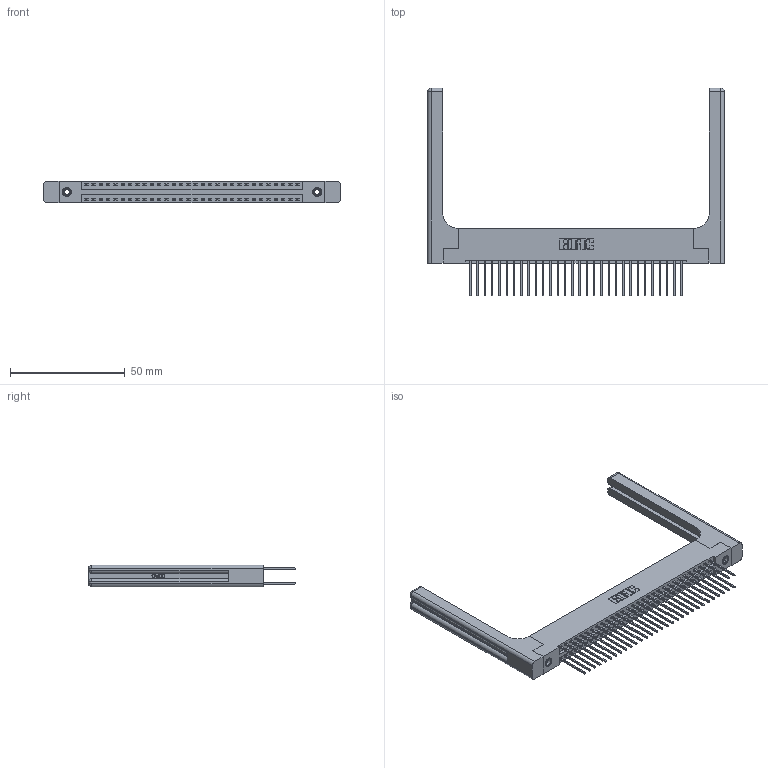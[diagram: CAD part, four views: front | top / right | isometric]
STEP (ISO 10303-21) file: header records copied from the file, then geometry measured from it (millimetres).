
FILE_DESCRIPTION (( 'STEP AP203' ), '1' );
FILE_NAME ('346-060-540-258.STEP', '2022-05-21T11:20:53', ( '' ), ( '' ), 'SwSTEP 2.0', 'SolidWorks 2020', '' );
FILE_SCHEMA (( 'CONFIG_CONTROL_DESIGN' ));
Length unit declared in the file: inch
Products named in the file (5): 345-250-001_345-250-001-102; 345-292-001_345-293-140; 346-220-058_345-220-058; 346-060-540-258; 346 Part_Flush Mounting Lugs - 0.156 Dia-TH
Assembly tree (65 placements, depth 2):
  346-060-540-258
    346 Part_Flush Mounting Lugs - 0.156 Dia-TH
    345-292-001_345-293-140  x60
    345-250-001_345-250-001-102  x2
    346-220-058_345-220-058  x2
Bounding box: 129.31 x 90.42 x 9.4 mm (x, y, z)
Volume: 20219.9 mm3; surface area: 23386.8 mm2
Topology: 65 solids, 65 shells, 3512 faces, 10331 edges, 6786 vertices
Faces by surface type: plane 2338, cylinder 1114, bspline 36, cone 12, sphere 8, torus 4
Entity records: 26810 total; most frequent: CARTESIAN_POINT 5447, ORIENTED_EDGE 4176, DIRECTION 3784, EDGE_CURVE 2088, LINE 1744, VECTOR 1744, VERTEX_POINT 1382, AXIS2_PLACEMENT_3D 1020
